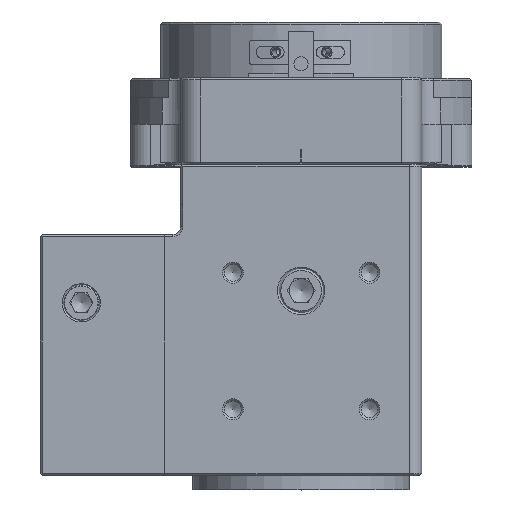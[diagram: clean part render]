
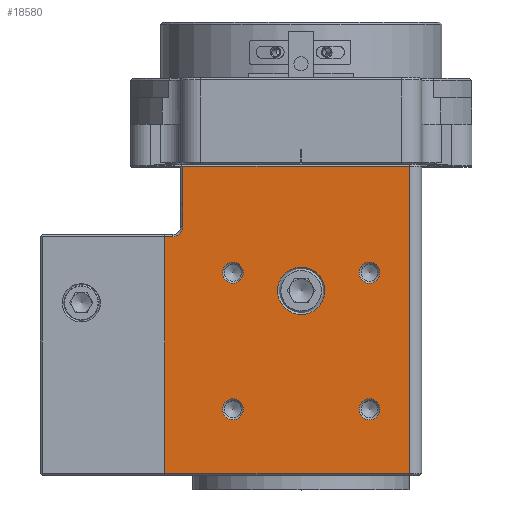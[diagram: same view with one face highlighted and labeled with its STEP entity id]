
A CAD part, top view. The second image highlights one B-rep face of the part: STEP entity #18580.
In plain terms, the highlighted planar face has unit normal (0, 0, 1).
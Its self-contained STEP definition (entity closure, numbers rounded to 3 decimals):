
#12 = VECTOR ( 'NONE', #30903, 1000. ) ;
#275 = EDGE_LOOP ( 'NONE', ( #27721 ) ) ;
#806 = DIRECTION ( 'NONE',  ( 0., -1., 0. ) ) ;
#818 = CARTESIAN_POINT ( 'NONE',  ( 27., -15., 76.8 ) ) ;
#850 = LINE ( 'NONE', #818, #1693 ) ;
#1693 = VECTOR ( 'NONE', #806, 1000. ) ;
#2015 = CARTESIAN_POINT ( 'NONE',  ( -34., -18., 76.8 ) ) ;
#3331 = AXIS2_PLACEMENT_3D ( 'NONE', #36525, #36486, #36483 ) ;
#3474 = EDGE_CURVE ( 'NONE', #30342, #30342, #34177, .T. ) ;
#4240 = AXIS2_PLACEMENT_3D ( 'NONE', #5290, #5234, #5218 ) ;
#5218 = DIRECTION ( 'NONE',  ( -1., 0., 0. ) ) ;
#5234 = DIRECTION ( 'NONE',  ( 0., 0., -1. ) ) ;
#5290 = CARTESIAN_POINT ( 'NONE',  ( -17., -61., 76.8 ) ) ;
#5327 = EDGE_CURVE ( 'NONE', #17223, #18629, #22061, .T. ) ;
#5978 = DIRECTION ( 'NONE',  ( 0., -1., 0. ) ) ;
#6008 = EDGE_CURVE ( 'NONE', #26334, #26095, #13767, .T. ) ;
#6012 = CARTESIAN_POINT ( 'NONE',  ( -34., -15., 76.8 ) ) ;
#6015 = LINE ( 'NONE', #6012, #7276 ) ;
#6212 = DIRECTION ( 'NONE',  ( -1., 0., 0. ) ) ;
#6250 = CARTESIAN_POINT ( 'NONE',  ( 27., -18., 76.8 ) ) ;
#6263 = LINE ( 'NONE', #6250, #27143 ) ;
#6672 = AXIS2_PLACEMENT_3D ( 'NONE', #11105, #11064, #11060 ) ;
#6682 = EDGE_LOOP ( 'NONE', ( #27881 ) ) ;
#6851 = DIRECTION ( 'NONE',  ( -1., 0., 0. ) ) ;
#6872 = DIRECTION ( 'NONE',  ( 0., 0., -1. ) ) ;
#6894 = CARTESIAN_POINT ( 'NONE',  ( 17., -61., 76.8 ) ) ;
#7016 = CARTESIAN_POINT ( 'NONE',  ( -34., -77., 76.8 ) ) ;
#7276 = VECTOR ( 'NONE', #5978, 1000. ) ;
#7307 = EDGE_LOOP ( 'NONE', ( #27834 ) ) ;
#9518 = CARTESIAN_POINT ( 'NONE',  ( -29.5, -0.5, 76.8 ) ) ;
#10079 = CIRCLE ( 'NONE', #31575, 2.5 ) ;
#10864 = CARTESIAN_POINT ( 'NONE',  ( 27., -77., 76.8 ) ) ;
#11060 = DIRECTION ( 'NONE',  ( -1., 0., 0. ) ) ;
#11064 = DIRECTION ( 'NONE',  ( 0., 0., -1. ) ) ;
#11105 = CARTESIAN_POINT ( 'NONE',  ( 0., -31.5, 76.8 ) ) ;
#11385 = EDGE_LOOP ( 'NONE', ( #26945 ) ) ;
#11668 = EDGE_CURVE ( 'NONE', #21680, #17223, #14374, .T. ) ;
#13608 = EDGE_CURVE ( 'NONE', #18629, #18814, #30946, .T. ) ;
#13712 = DIRECTION ( 'NONE',  ( 1., 0., 0. ) ) ;
#13718 = CARTESIAN_POINT ( 'NONE',  ( 27., -77., 76.8 ) ) ;
#13767 = LINE ( 'NONE', #13718, #19749 ) ;
#14007 = CARTESIAN_POINT ( 'NONE',  ( 14.4, -27., 76.8 ) ) ;
#14015 = VERTEX_POINT ( 'NONE', #14007 ) ;
#14317 = DIRECTION ( 'NONE',  ( -1., 0., 0. ) ) ;
#14339 = CARTESIAN_POINT ( 'NONE',  ( -30., -0.5, 76.8 ) ) ;
#14374 = LINE ( 'NONE', #14339, #36846 ) ;
#15658 = EDGE_CURVE ( 'NONE', #21680, #26095, #850, .T. ) ;
#16201 = CIRCLE ( 'NONE', #37647, 2.6 ) ;
#16476 = CARTESIAN_POINT ( 'NONE',  ( -5.9, -31.5, 76.8 ) ) ;
#16513 = VERTEX_POINT ( 'NONE', #16476 ) ;
#16956 = CARTESIAN_POINT ( 'NONE',  ( -19.6, -27., 76.8 ) ) ;
#16982 = VERTEX_POINT ( 'NONE', #16956 ) ;
#17024 = DIRECTION ( 'NONE',  ( -1., 0., 0. ) ) ;
#17028 = DIRECTION ( 'NONE',  ( 0., 0., -1. ) ) ;
#17067 = CARTESIAN_POINT ( 'NONE',  ( -32., -15.5, 76.8 ) ) ;
#17223 = VERTEX_POINT ( 'NONE', #9518 ) ;
#17596 = AXIS2_PLACEMENT_3D ( 'NONE', #6894, #6872, #6851 ) ;
#18136 = EDGE_LOOP ( 'NONE', ( #27007, #27067, #27137, #27176, #27324, #27370, #27480, #27556 ) ) ;
#18419 = DIRECTION ( 'NONE',  ( -1., 0., 0. ) ) ;
#18421 = DIRECTION ( 'NONE',  ( 0., 0., -1. ) ) ;
#18432 = CARTESIAN_POINT ( 'NONE',  ( -17., -27., 76.8 ) ) ;
#18580 = ADVANCED_FACE ( 'NONE', ( #30448, #30426, #30386, #30381, #30343, #30336 ), #30330, .F. ) ;
#18629 = VERTEX_POINT ( 'NONE', #29709 ) ;
#18814 = VERTEX_POINT ( 'NONE', #27131 ) ;
#19509 = EDGE_CURVE ( 'NONE', #18814, #24682, #10079, .T. ) ;
#19517 = CARTESIAN_POINT ( 'NONE',  ( -19.6, -61., 76.8 ) ) ;
#19523 = VERTEX_POINT ( 'NONE', #19517 ) ;
#19614 = CIRCLE ( 'NONE', #3331, 2.6 ) ;
#19749 = VECTOR ( 'NONE', #13712, 1000. ) ;
#19811 = CARTESIAN_POINT ( 'NONE',  ( 27., -0.5, 76.8 ) ) ;
#20282 = EDGE_CURVE ( 'NONE', #19523, #19523, #20571, .T. ) ;
#20571 = CIRCLE ( 'NONE', #4240, 2.6 ) ;
#21680 = VERTEX_POINT ( 'NONE', #19811 ) ;
#22005 = DIRECTION ( 'NONE',  ( 0., -1., 0. ) ) ;
#22016 = CARTESIAN_POINT ( 'NONE',  ( -29.5, -15., 76.8 ) ) ;
#22061 = LINE ( 'NONE', #22016, #37560 ) ;
#22967 = EDGE_CURVE ( 'NONE', #24682, #23329, #6263, .T. ) ;
#23111 = CIRCLE ( 'NONE', #6672, 5.9 ) ;
#23329 = VERTEX_POINT ( 'NONE', #2015 ) ;
#24682 = VERTEX_POINT ( 'NONE', #25042 ) ;
#25042 = CARTESIAN_POINT ( 'NONE',  ( -32., -18., 76.8 ) ) ;
#25390 = EDGE_CURVE ( 'NONE', #16982, #16982, #16201, .T. ) ;
#26081 = EDGE_CURVE ( 'NONE', #16513, #16513, #23111, .T. ) ;
#26095 = VERTEX_POINT ( 'NONE', #10864 ) ;
#26334 = VERTEX_POINT ( 'NONE', #7016 ) ;
#26366 = EDGE_CURVE ( 'NONE', #23329, #26334, #6015, .T. ) ;
#26945 = ORIENTED_EDGE ( 'NONE', *, *, #26081, .T. ) ;
#27007 = ORIENTED_EDGE ( 'NONE', *, *, #5327, .T. ) ;
#27067 = ORIENTED_EDGE ( 'NONE', *, *, #13608, .T. ) ;
#27131 = CARTESIAN_POINT ( 'NONE',  ( -29.5, -15.5, 76.8 ) ) ;
#27137 = ORIENTED_EDGE ( 'NONE', *, *, #19509, .T. ) ;
#27143 = VECTOR ( 'NONE', #6212, 1000. ) ;
#27176 = ORIENTED_EDGE ( 'NONE', *, *, #22967, .T. ) ;
#27324 = ORIENTED_EDGE ( 'NONE', *, *, #26366, .T. ) ;
#27370 = ORIENTED_EDGE ( 'NONE', *, *, #6008, .T. ) ;
#27480 = ORIENTED_EDGE ( 'NONE', *, *, #15658, .F. ) ;
#27556 = ORIENTED_EDGE ( 'NONE', *, *, #11668, .T. ) ;
#27721 = ORIENTED_EDGE ( 'NONE', *, *, #3474, .T. ) ;
#27834 = ORIENTED_EDGE ( 'NONE', *, *, #20282, .T. ) ;
#27861 = ORIENTED_EDGE ( 'NONE', *, *, #25390, .T. ) ;
#27881 = ORIENTED_EDGE ( 'NONE', *, *, #30560, .T. ) ;
#29573 = EDGE_LOOP ( 'NONE', ( #27861 ) ) ;
#29709 = CARTESIAN_POINT ( 'NONE',  ( -29.5, -10.101, 76.8 ) ) ;
#30246 = DIRECTION ( 'NONE',  ( -1., 0., 0. ) ) ;
#30286 = DIRECTION ( 'NONE',  ( 0., 0., -1. ) ) ;
#30296 = CARTESIAN_POINT ( 'NONE',  ( 27., -15., 76.8 ) ) ;
#30330 = PLANE ( 'NONE',  #30703 ) ;
#30333 = CARTESIAN_POINT ( 'NONE',  ( 14.4, -61., 76.8 ) ) ;
#30336 = FACE_BOUND ( 'NONE', #6682, .T. ) ;
#30342 = VERTEX_POINT ( 'NONE', #30333 ) ;
#30343 = FACE_BOUND ( 'NONE', #29573, .T. ) ;
#30381 = FACE_BOUND ( 'NONE', #7307, .T. ) ;
#30386 = FACE_BOUND ( 'NONE', #275, .T. ) ;
#30426 = FACE_OUTER_BOUND ( 'NONE', #18136, .T. ) ;
#30448 = FACE_BOUND ( 'NONE', #11385, .T. ) ;
#30560 = EDGE_CURVE ( 'NONE', #14015, #14015, #19614, .T. ) ;
#30703 = AXIS2_PLACEMENT_3D ( 'NONE', #30296, #30286, #30246 ) ;
#30903 = DIRECTION ( 'NONE',  ( 0., -1., 0. ) ) ;
#30937 = CARTESIAN_POINT ( 'NONE',  ( -29.5, -15., 76.8 ) ) ;
#30946 = LINE ( 'NONE', #30937, #12 ) ;
#31575 = AXIS2_PLACEMENT_3D ( 'NONE', #17067, #17028, #17024 ) ;
#34177 = CIRCLE ( 'NONE', #17596, 2.6 ) ;
#36483 = DIRECTION ( 'NONE',  ( -1., 0., 0. ) ) ;
#36486 = DIRECTION ( 'NONE',  ( 0., 0., -1. ) ) ;
#36525 = CARTESIAN_POINT ( 'NONE',  ( 17., -27., 76.8 ) ) ;
#36846 = VECTOR ( 'NONE', #14317, 1000. ) ;
#37560 = VECTOR ( 'NONE', #22005, 1000. ) ;
#37647 = AXIS2_PLACEMENT_3D ( 'NONE', #18432, #18421, #18419 ) ;
